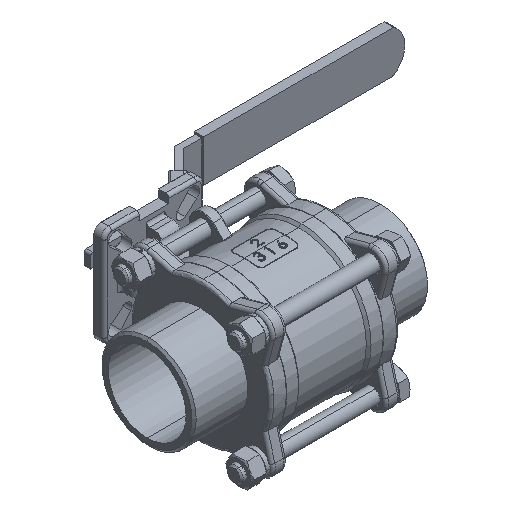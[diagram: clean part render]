
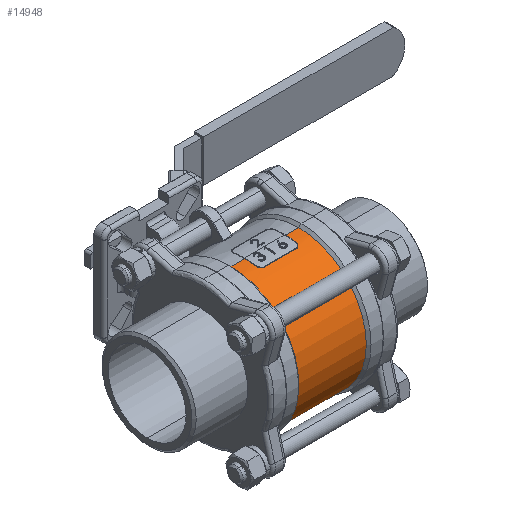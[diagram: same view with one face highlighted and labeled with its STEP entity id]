
A CAD part, isometric view. The second image highlights one B-rep face of the part: STEP entity #14948.
In plain terms, the highlighted cylindrical face has radius 43.5 mm (diameter 87 mm), a partial arc.
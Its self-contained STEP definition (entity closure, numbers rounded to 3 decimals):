
#921=B_SPLINE_CURVE_WITH_KNOTS('',3,(#47862,#47863,#47864,#47865,#47866,
#47867,#47868,#47869,#47870,#47871,#47872,#47873,#47874,#47875,#47876,#47877),
 .UNSPECIFIED.,.F.,.F.,(4,1,1,1,1,1,1,1,1,1,1,1,1,4),(0.,0.125,0.25,0.375,
0.438,0.469,0.5,0.531,0.563,0.625,0.688,0.75,0.875,1.),
 .UNSPECIFIED.);
#923=B_SPLINE_CURVE_WITH_KNOTS('',3,(#47886,#47887,#47888,#47889,#47890,
#47891,#47892,#47893,#47894,#47895,#47896,#47897,#47898,#47899,#47900,#47901),
 .UNSPECIFIED.,.F.,.F.,(4,1,1,1,1,1,1,1,1,1,1,1,1,4),(0.,0.125,0.25,0.313,
0.375,0.438,0.469,0.5,0.531,0.563,0.625,0.75,0.875,1.),
 .UNSPECIFIED.);
#932=B_SPLINE_CURVE_WITH_KNOTS('',3,(#47975,#47976,#47977,#47978,#47979,
#47980,#47981,#47982,#47983,#47984,#47985,#47986,#47987,#47988,#47989,#47990),
 .UNSPECIFIED.,.F.,.F.,(4,1,1,1,1,1,1,1,1,1,1,1,1,4),(0.,0.125,0.25,0.313,
0.375,0.438,0.469,0.5,0.531,0.563,0.625,0.75,0.875,1.),
 .UNSPECIFIED.);
#936=B_SPLINE_CURVE_WITH_KNOTS('',3,(#48023,#48024,#48025,#48026,#48027,
#48028,#48029,#48030,#48031,#48032,#48033,#48034,#48035,#48036,#48037,#48038),
 .UNSPECIFIED.,.F.,.F.,(4,1,1,1,1,1,1,1,1,1,1,1,1,4),(0.,0.125,0.25,0.375,
0.438,0.469,0.5,0.531,0.563,0.625,0.688,0.75,0.875,1.),
 .UNSPECIFIED.);
#1169=CYLINDRICAL_SURFACE('',#16361,43.5);
#2032=LINE('',#47884,#3108);
#2036=LINE('',#48014,#3112);
#2152=LINE('',#48384,#3228);
#2153=LINE('',#48389,#3229);
#2161=LINE('',#48436,#3237);
#2162=LINE('',#48438,#3238);
#3108=VECTOR('',#19321,1000.);
#3112=VECTOR('',#19349,1000.);
#3228=VECTOR('',#19711,1000.);
#3229=VECTOR('',#19716,1000.);
#3237=VECTOR('',#19770,1000.);
#3238=VECTOR('',#19773,1000.);
#7040=ORIENTED_EDGE('',*,*,#9716,.F.);
#7041=ORIENTED_EDGE('',*,*,#9717,.T.);
#7042=ORIENTED_EDGE('',*,*,#9694,.T.);
#7043=ORIENTED_EDGE('',*,*,#9511,.F.);
#7044=ORIENTED_EDGE('',*,*,#9515,.F.);
#7045=ORIENTED_EDGE('',*,*,#9518,.F.);
#7046=ORIENTED_EDGE('',*,*,#9521,.F.);
#7047=ORIENTED_EDGE('',*,*,#9525,.T.);
#7048=ORIENTED_EDGE('',*,*,#9697,.T.);
#7049=ORIENTED_EDGE('',*,*,#9714,.F.);
#7050=ORIENTED_EDGE('',*,*,#9718,.F.);
#7051=ORIENTED_EDGE('',*,*,#9482,.T.);
#7052=ORIENTED_EDGE('',*,*,#9498,.T.);
#7053=ORIENTED_EDGE('',*,*,#9497,.T.);
#7054=ORIENTED_EDGE('',*,*,#9495,.T.);
#7055=ORIENTED_EDGE('',*,*,#9493,.F.);
#9482=EDGE_CURVE('',#11140,#11139,#11764,.T.);
#9493=EDGE_CURVE('',#11146,#11145,#11767,.T.);
#9495=EDGE_CURVE('',#11147,#11145,#921,.F.);
#9497=EDGE_CURVE('',#11148,#11147,#2032,.T.);
#9498=EDGE_CURVE('',#11139,#11148,#923,.F.);
#9511=EDGE_CURVE('',#11158,#11160,#11770,.T.);
#9515=EDGE_CURVE('',#11161,#11158,#932,.T.);
#9518=EDGE_CURVE('',#11163,#11161,#2036,.T.);
#9521=EDGE_CURVE('',#11165,#11163,#936,.T.);
#9525=EDGE_CURVE('',#11165,#11168,#11774,.T.);
#9694=EDGE_CURVE('',#11231,#11160,#2152,.T.);
#9697=EDGE_CURVE('',#11168,#11232,#2153,.T.);
#9714=EDGE_CURVE('',#11236,#11232,#11834,.T.);
#9716=EDGE_CURVE('',#11229,#11146,#2161,.T.);
#9717=EDGE_CURVE('',#11229,#11231,#11836,.T.);
#9718=EDGE_CURVE('',#11140,#11236,#2162,.T.);
#11139=VERTEX_POINT('',#47787);
#11140=VERTEX_POINT('',#47789);
#11145=VERTEX_POINT('',#47852);
#11146=VERTEX_POINT('',#47854);
#11147=VERTEX_POINT('',#47861);
#11148=VERTEX_POINT('',#47883);
#11158=VERTEX_POINT('',#47962);
#11160=VERTEX_POINT('',#47965);
#11161=VERTEX_POINT('',#47973);
#11163=VERTEX_POINT('',#48012);
#11165=VERTEX_POINT('',#48021);
#11168=VERTEX_POINT('',#48062);
#11229=VERTEX_POINT('',#48375);
#11231=VERTEX_POINT('',#48385);
#11232=VERTEX_POINT('',#48388);
#11236=VERTEX_POINT('',#48431);
#11764=CIRCLE('',#16192,43.5);
#11767=CIRCLE('',#16199,43.5);
#11770=CIRCLE('',#16209,43.5);
#11774=CIRCLE('',#16217,43.5);
#11834=CIRCLE('',#16358,43.5);
#11836=CIRCLE('',#16362,43.5);
#12738=EDGE_LOOP('',(#7040,#7041,#7042,#7043,#7044,#7045,#7046,#7047,#7048,
#7049,#7050,#7051,#7052,#7053,#7054,#7055));
#13676=FACE_BOUND('',#12738,.T.);
#14948=ADVANCED_FACE('',(#13676),#1169,.T.);
#16192=AXIS2_PLACEMENT_3D('',#47788,#19300,#19301);
#16199=AXIS2_PLACEMENT_3D('',#47855,#19315,#19316);
#16209=AXIS2_PLACEMENT_3D('',#47964,#19339,#19340);
#16217=AXIS2_PLACEMENT_3D('',#48063,#19357,#19358);
#16358=AXIS2_PLACEMENT_3D('',#48432,#19762,#19763);
#16361=AXIS2_PLACEMENT_3D('',#48435,#19768,#19769);
#16362=AXIS2_PLACEMENT_3D('',#48437,#19771,#19772);
#19300=DIRECTION('',(-1.,0.,0.));
#19301=DIRECTION('',(0.,-0.16,-0.987));
#19315=DIRECTION('',(-1.,0.,0.));
#19316=DIRECTION('',(0.,-0.16,-0.987));
#19321=DIRECTION('',(1.,0.,0.));
#19339=DIRECTION('',(-1.,0.,0.));
#19340=DIRECTION('',(0.,0.16,0.987));
#19349=DIRECTION('',(1.,0.,0.));
#19357=DIRECTION('',(-1.,0.,0.));
#19358=DIRECTION('',(0.,0.16,0.987));
#19711=DIRECTION('',(-1.,0.,0.));
#19716=DIRECTION('',(-1.,0.,0.));
#19762=DIRECTION('',(-1.,0.,0.));
#19763=DIRECTION('',(0.,0.,1.));
#19768=DIRECTION('',(-1.,0.,0.));
#19769=DIRECTION('',(0.,0.,1.));
#19770=DIRECTION('',(-1.,0.,0.));
#19771=DIRECTION('',(-1.,0.,0.));
#19772=DIRECTION('',(0.,0.,1.));
#19773=DIRECTION('',(-1.,0.,0.));
#47787=CARTESIAN_POINT('',(19.25,-6.97,-42.938));
#47788=CARTESIAN_POINT('',(19.25,0.,0.));
#47789=CARTESIAN_POINT('',(19.25,0.,-43.5));
#47852=CARTESIAN_POINT('',(45.25,-6.97,-42.938));
#47854=CARTESIAN_POINT('',(45.25,0.,-43.5));
#47855=CARTESIAN_POINT('',(45.25,0.,0.));
#47861=CARTESIAN_POINT('',(42.25,-9.912,-42.356));
#47862=CARTESIAN_POINT('',(45.252,-6.97,-42.938));
#47863=CARTESIAN_POINT('',(45.251,-7.152,-42.908));
#47864=CARTESIAN_POINT('',(45.216,-7.522,-42.846));
#47865=CARTESIAN_POINT('',(45.053,-8.073,-42.745));
#47866=CARTESIAN_POINT('',(44.825,-8.507,-42.66));
#47867=CARTESIAN_POINT('',(44.61,-8.794,-42.602));
#47868=CARTESIAN_POINT('',(44.484,-8.94,-42.572));
#47869=CARTESIAN_POINT('',(44.352,-9.074,-42.543));
#47870=CARTESIAN_POINT('',(44.333,-9.09,-42.54));
#47871=CARTESIAN_POINT('',(44.254,-9.164,-42.524));
#47872=CARTESIAN_POINT('',(44.144,-9.257,-42.503));
#47873=CARTESIAN_POINT('',(43.962,-9.392,-42.473));
#47874=CARTESIAN_POINT('',(43.657,-9.582,-42.431));
#47875=CARTESIAN_POINT('',(43.139,-9.814,-42.378));
#47876=CARTESIAN_POINT('',(42.567,-9.913,-42.355));
#47877=CARTESIAN_POINT('',(42.25,-9.913,-42.355));
#47883=CARTESIAN_POINT('',(22.25,-9.912,-42.356));
#47884=CARTESIAN_POINT('',(22.25,-9.912,-42.356));
#47886=CARTESIAN_POINT('',(22.25,-9.913,-42.355));
#47887=CARTESIAN_POINT('',(21.933,-9.913,-42.355));
#47888=CARTESIAN_POINT('',(21.361,-9.815,-42.378));
#47889=CARTESIAN_POINT('',(20.843,-9.582,-42.431));
#47890=CARTESIAN_POINT('',(20.538,-9.392,-42.473));
#47891=CARTESIAN_POINT('',(20.356,-9.257,-42.503));
#47892=CARTESIAN_POINT('',(20.247,-9.164,-42.524));
#47893=CARTESIAN_POINT('',(20.167,-9.09,-42.54));
#47894=CARTESIAN_POINT('',(20.148,-9.074,-42.543));
#47895=CARTESIAN_POINT('',(20.016,-8.94,-42.572));
#47896=CARTESIAN_POINT('',(19.89,-8.794,-42.602));
#47897=CARTESIAN_POINT('',(19.675,-8.507,-42.66));
#47898=CARTESIAN_POINT('',(19.447,-8.074,-42.745));
#47899=CARTESIAN_POINT('',(19.284,-7.522,-42.846));
#47900=CARTESIAN_POINT('',(19.249,-7.152,-42.908));
#47901=CARTESIAN_POINT('',(19.248,-6.97,-42.938));
#47962=CARTESIAN_POINT('',(45.25,-6.97,42.938));
#47964=CARTESIAN_POINT('',(45.25,0.,0.));
#47965=CARTESIAN_POINT('',(45.25,0.,43.5));
#47973=CARTESIAN_POINT('',(42.25,-9.912,42.356));
#47975=CARTESIAN_POINT('',(42.25,-9.913,42.355));
#47976=CARTESIAN_POINT('',(42.567,-9.913,42.355));
#47977=CARTESIAN_POINT('',(43.139,-9.815,42.378));
#47978=CARTESIAN_POINT('',(43.657,-9.582,42.431));
#47979=CARTESIAN_POINT('',(43.962,-9.392,42.473));
#47980=CARTESIAN_POINT('',(44.144,-9.257,42.503));
#47981=CARTESIAN_POINT('',(44.253,-9.164,42.524));
#47982=CARTESIAN_POINT('',(44.333,-9.09,42.54));
#47983=CARTESIAN_POINT('',(44.352,-9.074,42.543));
#47984=CARTESIAN_POINT('',(44.484,-8.94,42.572));
#47985=CARTESIAN_POINT('',(44.61,-8.794,42.602));
#47986=CARTESIAN_POINT('',(44.825,-8.507,42.66));
#47987=CARTESIAN_POINT('',(45.053,-8.074,42.745));
#47988=CARTESIAN_POINT('',(45.216,-7.522,42.846));
#47989=CARTESIAN_POINT('',(45.251,-7.152,42.908));
#47990=CARTESIAN_POINT('',(45.252,-6.97,42.938));
#48012=CARTESIAN_POINT('',(22.25,-9.912,42.356));
#48014=CARTESIAN_POINT('',(22.25,-9.912,42.356));
#48021=CARTESIAN_POINT('',(19.25,-6.97,42.938));
#48023=CARTESIAN_POINT('',(19.248,-6.97,42.938));
#48024=CARTESIAN_POINT('',(19.249,-7.152,42.908));
#48025=CARTESIAN_POINT('',(19.284,-7.522,42.846));
#48026=CARTESIAN_POINT('',(19.447,-8.073,42.745));
#48027=CARTESIAN_POINT('',(19.675,-8.507,42.66));
#48028=CARTESIAN_POINT('',(19.89,-8.794,42.602));
#48029=CARTESIAN_POINT('',(20.016,-8.94,42.572));
#48030=CARTESIAN_POINT('',(20.148,-9.074,42.543));
#48031=CARTESIAN_POINT('',(20.167,-9.09,42.54));
#48032=CARTESIAN_POINT('',(20.246,-9.164,42.524));
#48033=CARTESIAN_POINT('',(20.356,-9.257,42.503));
#48034=CARTESIAN_POINT('',(20.538,-9.392,42.473));
#48035=CARTESIAN_POINT('',(20.843,-9.582,42.431));
#48036=CARTESIAN_POINT('',(21.361,-9.814,42.378));
#48037=CARTESIAN_POINT('',(21.932,-9.913,42.355));
#48038=CARTESIAN_POINT('',(22.25,-9.913,42.355));
#48062=CARTESIAN_POINT('',(19.25,0.,43.5));
#48063=CARTESIAN_POINT('',(19.25,0.,0.));
#48375=CARTESIAN_POINT('',(54.,0.,-43.5));
#48384=CARTESIAN_POINT('',(0.,0.,43.5));
#48385=CARTESIAN_POINT('',(54.,0.,43.5));
#48388=CARTESIAN_POINT('',(10.5,0.,43.5));
#48389=CARTESIAN_POINT('',(0.,0.,43.5));
#48431=CARTESIAN_POINT('',(10.5,0.,-43.5));
#48432=CARTESIAN_POINT('',(10.5,0.,0.));
#48435=CARTESIAN_POINT('',(0.,0.,0.));
#48436=CARTESIAN_POINT('',(0.,0.,-43.5));
#48437=CARTESIAN_POINT('',(54.,0.,0.));
#48438=CARTESIAN_POINT('',(0.,0.,-43.5));
